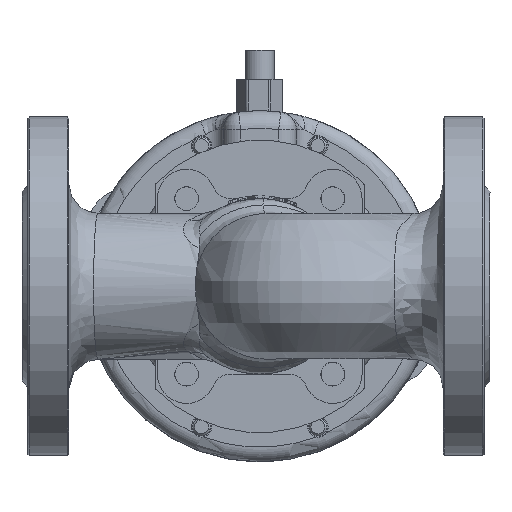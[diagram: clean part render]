
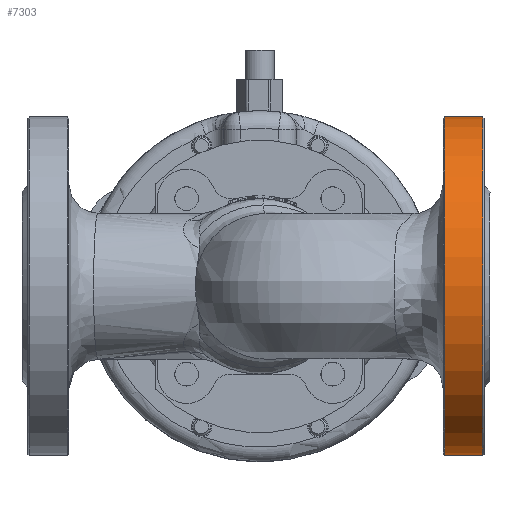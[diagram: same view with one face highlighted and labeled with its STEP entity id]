
A CAD part, front view. The second image highlights one B-rep face of the part: STEP entity #7303.
In plain terms, the highlighted cylindrical face has radius 58 mm (diameter 116 mm), a full revolution.
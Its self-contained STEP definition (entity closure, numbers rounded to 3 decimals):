
#1036=FACE_OUTER_BOUND('',#1511,.T.);
#1511=EDGE_LOOP('',(#6124,#6125,#6126,#6127,#6128,#6129));
#1952=CIRCLE('',#8127,58.);
#1953=CIRCLE('',#8128,58.);
#1954=CIRCLE('',#8130,58.);
#1955=CIRCLE('',#8131,58.);
#2322=LINE('',#19520,#2678);
#2678=VECTOR('',#9880,58.);
#3293=VERTEX_POINT('',#19513);
#3294=VERTEX_POINT('',#19515);
#3295=VERTEX_POINT('',#19519);
#3296=VERTEX_POINT('',#19521);
#4255=EDGE_CURVE('',#3294,#3293,#1952,.T.);
#4256=EDGE_CURVE('',#3293,#3294,#1953,.T.);
#4257=EDGE_CURVE('',#3294,#3295,#2322,.T.);
#4258=EDGE_CURVE('',#3295,#3296,#1954,.T.);
#4259=EDGE_CURVE('',#3296,#3295,#1955,.T.);
#6124=ORIENTED_EDGE('',*,*,#4256,.T.);
#6125=ORIENTED_EDGE('',*,*,#4257,.T.);
#6126=ORIENTED_EDGE('',*,*,#4258,.T.);
#6127=ORIENTED_EDGE('',*,*,#4259,.T.);
#6128=ORIENTED_EDGE('',*,*,#4257,.F.);
#6129=ORIENTED_EDGE('',*,*,#4255,.T.);
#6621=CYLINDRICAL_SURFACE('',#8129,58.);
#7303=ADVANCED_FACE('',(#1036),#6621,.T.);
#8127=AXIS2_PLACEMENT_3D('',#19516,#9874,#9875);
#8128=AXIS2_PLACEMENT_3D('',#19517,#9876,#9877);
#8129=AXIS2_PLACEMENT_3D('',#19518,#9878,#9879);
#8130=AXIS2_PLACEMENT_3D('',#19522,#9881,#9882);
#8131=AXIS2_PLACEMENT_3D('',#19523,#9883,#9884);
#9874=DIRECTION('center_axis',(1.,0.,0.));
#9875=DIRECTION('ref_axis',(0.,0.,1.));
#9876=DIRECTION('center_axis',(1.,0.,0.));
#9877=DIRECTION('ref_axis',(0.,0.,1.));
#9878=DIRECTION('center_axis',(1.,0.,0.));
#9879=DIRECTION('ref_axis',(0.,0.,-1.));
#9880=DIRECTION('',(1.,0.,0.));
#9881=DIRECTION('center_axis',(-1.,0.,0.));
#9882=DIRECTION('ref_axis',(0.,0.,1.));
#9883=DIRECTION('center_axis',(-1.,0.,0.));
#9884=DIRECTION('ref_axis',(0.,0.,1.));
#19513=CARTESIAN_POINT('',(144.5,0.,-58.));
#19515=CARTESIAN_POINT('',(144.5,0.,58.));
#19516=CARTESIAN_POINT('Origin',(144.5,0.,0.));
#19517=CARTESIAN_POINT('Origin',(144.5,0.,0.));
#19518=CARTESIAN_POINT('Origin',(158.,0.,0.));
#19519=CARTESIAN_POINT('',(157.5,0.,58.));
#19520=CARTESIAN_POINT('',(158.,0.,58.));
#19521=CARTESIAN_POINT('',(157.5,0.,-58.));
#19522=CARTESIAN_POINT('Origin',(157.5,0.,0.));
#19523=CARTESIAN_POINT('Origin',(157.5,0.,0.));
